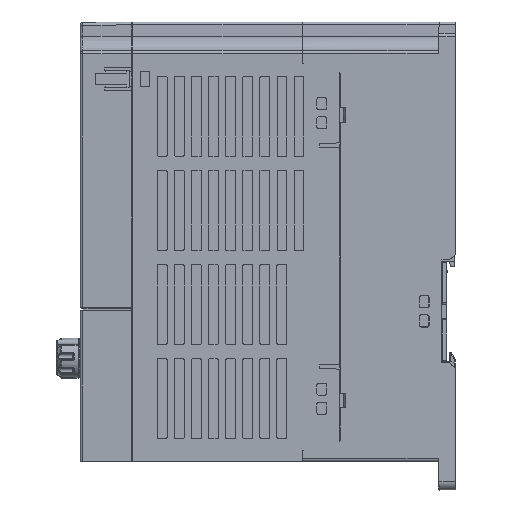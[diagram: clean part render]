
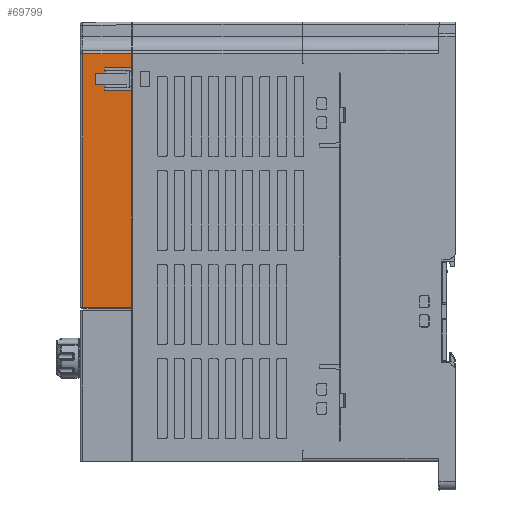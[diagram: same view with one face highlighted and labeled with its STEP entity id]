
A CAD part, left-side view. The second image highlights one B-rep face of the part: STEP entity #69799.
In plain terms, the highlighted planar face has unit normal (-1, 0.009, 0).
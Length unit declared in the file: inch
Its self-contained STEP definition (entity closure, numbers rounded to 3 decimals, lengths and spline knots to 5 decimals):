
#6329 = VECTOR ( 'NONE', #72025, 39.37008 ) ;
#14645 = VECTOR ( 'NONE', #46032, 39.37008 ) ;
#16140 = VERTEX_POINT ( 'NONE', #37830 ) ;
#16335 = DIRECTION ( 'NONE',  ( 0.009, 1., -0.009 ) ) ;
#16695 = FACE_OUTER_BOUND ( 'NONE', #120998, .T. ) ;
#16775 = LINE ( 'NONE', #127057, #66530 ) ;
#17721 = CARTESIAN_POINT ( 'NONE',  ( -1.69357, 4.82895, -0.90551 ) ) ;
#20178 = LINE ( 'NONE', #69342, #134490 ) ;
#21995 = LINE ( 'NONE', #91866, #47644 ) ;
#22304 = VERTEX_POINT ( 'NONE', #147908 ) ;
#22352 = VECTOR ( 'NONE', #80912, 39.37008 ) ;
#23256 = CARTESIAN_POINT ( 'NONE',  ( -1.69341, 4.84646, -0.90551 ) ) ;
#25326 = VECTOR ( 'NONE', #34527, 39.37008 ) ;
#25993 = EDGE_CURVE ( 'NONE', #130637, #54516, #16775, .T. ) ;
#26279 = DIRECTION ( 'NONE',  ( -1., 0.009, 0. ) ) ;
#26681 = CARTESIAN_POINT ( 'NONE',  ( -1.69685, 4.45276, -0.70866 ) ) ;
#26824 = EDGE_CURVE ( 'NONE', #68794, #106865, #63136, .T. ) ;
#27928 = EDGE_CURVE ( 'NONE', #53558, #22304, #144007, .T. ) ;
#29821 = LINE ( 'NONE', #79017, #152062 ) ;
#33251 = LINE ( 'NONE', #154620, #22352 ) ;
#33271 = EDGE_CURVE ( 'NONE', #130265, #45907, #33251, .T. ) ;
#33802 = VERTEX_POINT ( 'NONE', #134288 ) ;
#34128 = CARTESIAN_POINT ( 'NONE',  ( -1.69685, 4.45276, -0.62992 ) ) ;
#34527 = DIRECTION ( 'NONE',  ( 0.009, 1., 0. ) ) ;
#35291 = CARTESIAN_POINT ( 'NONE',  ( -1.69087, 5.13814, -9.65857 ) ) ;
#35442 = DIRECTION ( 'NONE',  ( 0., 0., -1. ) ) ;
#35675 = CARTESIAN_POINT ( 'NONE',  ( -1.69238, 4.96457, -4.06229 ) ) ;
#37830 = CARTESIAN_POINT ( 'NONE',  ( -1.69341, 4.84646, -0.90551 ) ) ;
#40144 = CARTESIAN_POINT ( 'NONE',  ( -1.69668, 4.47244, -4.06229 ) ) ;
#40161 = CARTESIAN_POINT ( 'NONE',  ( -1.69087, 5.13814, -3.93701 ) ) ;
#40787 = ORIENTED_EDGE ( 'NONE', *, *, #71362, .T. ) ;
#40793 = ORIENTED_EDGE ( 'NONE', *, *, #131038, .T. ) ;
#44059 = LINE ( 'NONE', #155903, #25326 ) ;
#44590 = EDGE_CURVE ( 'NONE', #148430, #33802, #148860, .T. ) ;
#44778 = DIRECTION ( 'NONE',  ( 0.009, 1., 0. ) ) ;
#45907 = VERTEX_POINT ( 'NONE', #17721 ) ;
#46032 = DIRECTION ( 'NONE',  ( 0.009, 1., 0. ) ) ;
#46562 = VERTEX_POINT ( 'NONE', #93100 ) ;
#47617 = VECTOR ( 'NONE', #105575, 39.37008 ) ;
#47644 = VECTOR ( 'NONE', #117232, 39.37008 ) ;
#47816 = CARTESIAN_POINT ( 'NONE',  ( -1.69357, 4.82895, -0.86614 ) ) ;
#48675 = CARTESIAN_POINT ( 'NONE',  ( -1.69668, 4.47244, -0.43324 ) ) ;
#49431 = ORIENTED_EDGE ( 'NONE', *, *, #99036, .T. ) ;
#51263 = DIRECTION ( 'NONE',  ( 0., 0., 1. ) ) ;
#52930 = LINE ( 'NONE', #137797, #145382 ) ;
#53558 = VERTEX_POINT ( 'NONE', #40161 ) ;
#53985 = VECTOR ( 'NONE', #75874, 39.37008 ) ;
#54516 = VERTEX_POINT ( 'NONE', #48675 ) ;
#57822 = LINE ( 'NONE', #130019, #6329 ) ;
#61669 = VERTEX_POINT ( 'NONE', #126227 ) ;
#62342 = VECTOR ( 'NONE', #35442, 39.37008 ) ;
#62732 = DIRECTION ( 'NONE',  ( -0.009, -1., 0. ) ) ;
#63136 = LINE ( 'NONE', #26681, #53985 ) ;
#65532 = ORIENTED_EDGE ( 'NONE', *, *, #157093, .T. ) ;
#66139 = ORIENTED_EDGE ( 'NONE', *, *, #27928, .F. ) ;
#66530 = VECTOR ( 'NONE', #77890, 39.37008 ) ;
#68794 = VERTEX_POINT ( 'NONE', #137077 ) ;
#69342 = CARTESIAN_POINT ( 'NONE',  ( -1.69685, 4.45276, -0.86614 ) ) ;
#69799 = ADVANCED_FACE ( 'NONE', ( #16695 ), #88944, .T. ) ;
#70100 = VERTEX_POINT ( 'NONE', #93363 ) ;
#71362 = EDGE_CURVE ( 'NONE', #16140, #45907, #131951, .T. ) ;
#71373 = LINE ( 'NONE', #34128, #47617 ) ;
#71458 = CARTESIAN_POINT ( 'NONE',  ( -1.69668, 4.47244, -3.93701 ) ) ;
#71630 = DIRECTION ( 'NONE',  ( -0.009, -1., 0. ) ) ;
#71956 = EDGE_CURVE ( 'NONE', #16140, #61669, #119577, .T. ) ;
#72019 = ORIENTED_EDGE ( 'NONE', *, *, #98526, .F. ) ;
#72025 = DIRECTION ( 'NONE',  ( 0.009, 1., 0. ) ) ;
#72447 = ORIENTED_EDGE ( 'NONE', *, *, #86970, .F. ) ;
#74956 = VECTOR ( 'NONE', #71630, 39.37008 ) ;
#75874 = DIRECTION ( 'NONE',  ( -0.009, -1., 0. ) ) ;
#77532 = DIRECTION ( 'NONE',  ( 0., 0., -1. ) ) ;
#77890 = DIRECTION ( 'NONE',  ( 0., 0., 1. ) ) ;
#79017 = CARTESIAN_POINT ( 'NONE',  ( -1.69668, 4.47244, -0.43324 ) ) ;
#80912 = DIRECTION ( 'NONE',  ( 0., 0., -1. ) ) ;
#81641 = ORIENTED_EDGE ( 'NONE', *, *, #98533, .T. ) ;
#81797 = LINE ( 'NONE', #130145, #14645 ) ;
#82581 = DIRECTION ( 'NONE',  ( 0., 0., 1. ) ) ;
#84194 = ORIENTED_EDGE ( 'NONE', *, *, #44590, .T. ) ;
#84978 = ORIENTED_EDGE ( 'NONE', *, *, #26824, .T. ) ;
#86970 = EDGE_CURVE ( 'NONE', #123289, #70100, #21995, .T. ) ;
#88884 = ORIENTED_EDGE ( 'NONE', *, *, #33271, .F. ) ;
#88944 = PLANE ( 'NONE',  #153687 ) ;
#90019 = ORIENTED_EDGE ( 'NONE', *, *, #99223, .T. ) ;
#91866 = CARTESIAN_POINT ( 'NONE',  ( -1.69341, 4.84646, 0. ) ) ;
#92309 = VECTOR ( 'NONE', #93327, 39.37008 ) ;
#93100 = CARTESIAN_POINT ( 'NONE',  ( -1.69357, 4.82895, -0.66929 ) ) ;
#93327 = DIRECTION ( 'NONE',  ( 0., 0., 1. ) ) ;
#93363 = CARTESIAN_POINT ( 'NONE',  ( -1.69341, 4.84646, -0.66929 ) ) ;
#98289 = ORIENTED_EDGE ( 'NONE', *, *, #156758, .F. ) ;
#98526 = EDGE_CURVE ( 'NONE', #148430, #53558, #81797, .T. ) ;
#98533 = EDGE_CURVE ( 'NONE', #123289, #130637, #71373, .T. ) ;
#99036 = EDGE_CURVE ( 'NONE', #54516, #22304, #29821, .T. ) ;
#99120 = VERTEX_POINT ( 'NONE', #100525 ) ;
#99223 = EDGE_CURVE ( 'NONE', #46562, #70100, #44059, .T. ) ;
#100525 = CARTESIAN_POINT ( 'NONE',  ( -1.69238, 4.96457, -0.86614 ) ) ;
#101148 = CARTESIAN_POINT ( 'NONE',  ( -1.69341, 4.84646, -0.62992 ) ) ;
#101738 = ORIENTED_EDGE ( 'NONE', *, *, #146378, .T. ) ;
#105575 = DIRECTION ( 'NONE',  ( -0.009, -1., 0. ) ) ;
#106865 = VERTEX_POINT ( 'NONE', #117675 ) ;
#107931 = VECTOR ( 'NONE', #51263, 39.37008 ) ;
#111180 = CARTESIAN_POINT ( 'NONE',  ( -1.69685, 4.45276, -4.06229 ) ) ;
#117232 = DIRECTION ( 'NONE',  ( 0., 0., -1. ) ) ;
#117675 = CARTESIAN_POINT ( 'NONE',  ( -1.69357, 4.82895, -0.70866 ) ) ;
#119577 = LINE ( 'NONE', #152918, #62342 ) ;
#120998 = EDGE_LOOP ( 'NONE', ( #81641, #132695, #49431, #66139, #72019, #84194, #40793, #142247, #40787, #88884, #65532, #101738, #84978, #98289, #90019, #72447 ) ) ;
#122094 = VECTOR ( 'NONE', #82581, 39.37008 ) ;
#123289 = VERTEX_POINT ( 'NONE', #101148 ) ;
#126227 = CARTESIAN_POINT ( 'NONE',  ( -1.69341, 4.84646, -0.94488 ) ) ;
#127057 = CARTESIAN_POINT ( 'NONE',  ( -1.69668, 4.47244, -4.06229 ) ) ;
#130019 = CARTESIAN_POINT ( 'NONE',  ( -1.69685, 4.45276, -0.94488 ) ) ;
#130145 = CARTESIAN_POINT ( 'NONE',  ( -1.69668, 4.47244, -3.93701 ) ) ;
#130265 = VERTEX_POINT ( 'NONE', #47816 ) ;
#130637 = VERTEX_POINT ( 'NONE', #133285 ) ;
#131038 = EDGE_CURVE ( 'NONE', #33802, #61669, #57822, .T. ) ;
#131951 = LINE ( 'NONE', #23256, #74956 ) ;
#132695 = ORIENTED_EDGE ( 'NONE', *, *, #25993, .T. ) ;
#133285 = CARTESIAN_POINT ( 'NONE',  ( -1.69668, 4.47244, -0.62992 ) ) ;
#134288 = CARTESIAN_POINT ( 'NONE',  ( -1.69668, 4.47244, -0.94488 ) ) ;
#134490 = VECTOR ( 'NONE', #44778, 39.37008 ) ;
#137077 = CARTESIAN_POINT ( 'NONE',  ( -1.69238, 4.96457, -0.70866 ) ) ;
#137797 = CARTESIAN_POINT ( 'NONE',  ( -1.69357, 4.82895, -0.7874 ) ) ;
#142247 = ORIENTED_EDGE ( 'NONE', *, *, #71956, .F. ) ;
#144007 = LINE ( 'NONE', #35291, #92309 ) ;
#145382 = VECTOR ( 'NONE', #77532, 39.37008 ) ;
#146378 = EDGE_CURVE ( 'NONE', #99120, #68794, #154733, .T. ) ;
#147908 = CARTESIAN_POINT ( 'NONE',  ( -1.69087, 5.13814, -0.43905 ) ) ;
#148430 = VERTEX_POINT ( 'NONE', #71458 ) ;
#148860 = LINE ( 'NONE', #40144, #107931 ) ;
#152062 = VECTOR ( 'NONE', #16335, 39.37008 ) ;
#152918 = CARTESIAN_POINT ( 'NONE',  ( -1.69341, 4.84646, 0. ) ) ;
#153687 = AXIS2_PLACEMENT_3D ( 'NONE', #111180, #26279, #62732 ) ;
#154620 = CARTESIAN_POINT ( 'NONE',  ( -1.69357, 4.82895, -0.7874 ) ) ;
#154733 = LINE ( 'NONE', #35675, #122094 ) ;
#155903 = CARTESIAN_POINT ( 'NONE',  ( -1.69357, 4.82895, -0.66929 ) ) ;
#156758 = EDGE_CURVE ( 'NONE', #46562, #106865, #52930, .T. ) ;
#157093 = EDGE_CURVE ( 'NONE', #130265, #99120, #20178, .T. ) ;
